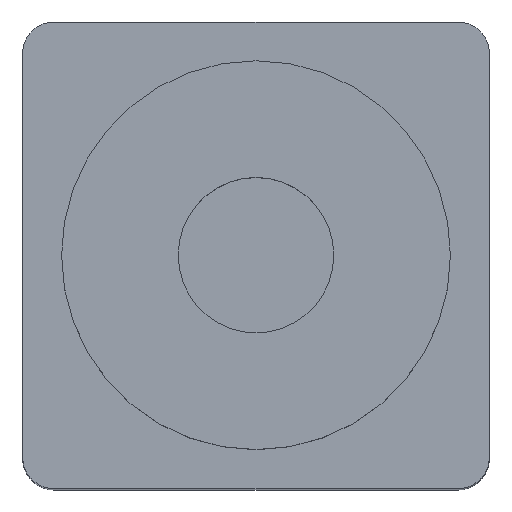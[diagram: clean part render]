
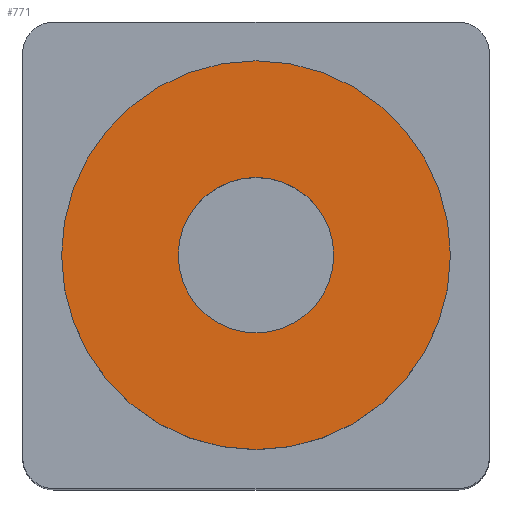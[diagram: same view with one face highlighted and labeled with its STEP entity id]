
A CAD part, top view. The second image highlights one B-rep face of the part: STEP entity #771.
In plain terms, the highlighted planar face has unit normal (0, 0, 1).
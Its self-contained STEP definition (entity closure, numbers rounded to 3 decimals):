
#590 = CYLINDRICAL_SURFACE('',#591,12.5);
#591 = AXIS2_PLACEMENT_3D('',#592,#593,#594);
#592 = CARTESIAN_POINT('',(0.,0.,50.));
#593 = DIRECTION('',(-0.,-0.,-1.));
#594 = DIRECTION('',(1.,0.,0.));
#721 = VERTEX_POINT('',#722);
#722 = CARTESIAN_POINT('',(12.5,0.,55.));
#743 = EDGE_CURVE('',#721,#721,#744,.T.);
#744 = SURFACE_CURVE('',#745,(#750,#757),.PCURVE_S1.);
#745 = CIRCLE('',#746,12.5);
#746 = AXIS2_PLACEMENT_3D('',#747,#748,#749);
#747 = CARTESIAN_POINT('',(0.,0.,55.));
#748 = DIRECTION('',(0.,0.,1.));
#749 = DIRECTION('',(1.,0.,0.));
#750 = PCURVE('',#590,#751);
#751 = DEFINITIONAL_REPRESENTATION('',(#752),#756);
#752 = LINE('',#753,#754);
#753 = CARTESIAN_POINT('',(-0.,-5.));
#754 = VECTOR('',#755,1.);
#755 = DIRECTION('',(-1.,0.));
#756 = ( GEOMETRIC_REPRESENTATION_CONTEXT(2) 
PARAMETRIC_REPRESENTATION_CONTEXT() REPRESENTATION_CONTEXT('2D SPACE',''
  ) );
#757 = PCURVE('',#758,#763);
#758 = PLANE('',#759);
#759 = AXIS2_PLACEMENT_3D('',#760,#761,#762);
#760 = CARTESIAN_POINT('',(0.,0.,55.));
#761 = DIRECTION('',(0.,0.,1.));
#762 = DIRECTION('',(0.,1.,0.));
#763 = DEFINITIONAL_REPRESENTATION('',(#764),#768);
#764 = CIRCLE('',#765,12.5);
#765 = AXIS2_PLACEMENT_2D('',#766,#767);
#766 = CARTESIAN_POINT('',(0.,0.));
#767 = DIRECTION('',(0.,-1.));
#768 = ( GEOMETRIC_REPRESENTATION_CONTEXT(2) 
PARAMETRIC_REPRESENTATION_CONTEXT() REPRESENTATION_CONTEXT('2D SPACE',''
  ) );
#771 = ADVANCED_FACE('',(#772,#775),#758,.T.);
#772 = FACE_BOUND('',#773,.T.);
#773 = EDGE_LOOP('',(#774));
#774 = ORIENTED_EDGE('',*,*,#743,.T.);
#775 = FACE_BOUND('',#776,.T.);
#776 = EDGE_LOOP('',(#777));
#777 = ORIENTED_EDGE('',*,*,#778,.F.);
#778 = EDGE_CURVE('',#779,#779,#781,.T.);
#779 = VERTEX_POINT('',#780);
#780 = CARTESIAN_POINT('',(5.,0.,55.));
#781 = SURFACE_CURVE('',#782,(#787,#794),.PCURVE_S1.);
#782 = CIRCLE('',#783,5.);
#783 = AXIS2_PLACEMENT_3D('',#784,#785,#786);
#784 = CARTESIAN_POINT('',(0.,0.,55.));
#785 = DIRECTION('',(0.,0.,1.));
#786 = DIRECTION('',(1.,0.,0.));
#787 = PCURVE('',#758,#788);
#788 = DEFINITIONAL_REPRESENTATION('',(#789),#793);
#789 = CIRCLE('',#790,5.);
#790 = AXIS2_PLACEMENT_2D('',#791,#792);
#791 = CARTESIAN_POINT('',(0.,0.));
#792 = DIRECTION('',(0.,-1.));
#793 = ( GEOMETRIC_REPRESENTATION_CONTEXT(2) 
PARAMETRIC_REPRESENTATION_CONTEXT() REPRESENTATION_CONTEXT('2D SPACE',''
  ) );
#794 = PCURVE('',#795,#800);
#795 = CYLINDRICAL_SURFACE('',#796,5.);
#796 = AXIS2_PLACEMENT_3D('',#797,#798,#799);
#797 = CARTESIAN_POINT('',(0.,0.,55.));
#798 = DIRECTION('',(0.,0.,1.));
#799 = DIRECTION('',(1.,0.,0.));
#800 = DEFINITIONAL_REPRESENTATION('',(#801),#805);
#801 = LINE('',#802,#803);
#802 = CARTESIAN_POINT('',(0.,0.));
#803 = VECTOR('',#804,1.);
#804 = DIRECTION('',(1.,0.));
#805 = ( GEOMETRIC_REPRESENTATION_CONTEXT(2) 
PARAMETRIC_REPRESENTATION_CONTEXT() REPRESENTATION_CONTEXT('2D SPACE',''
  ) );
